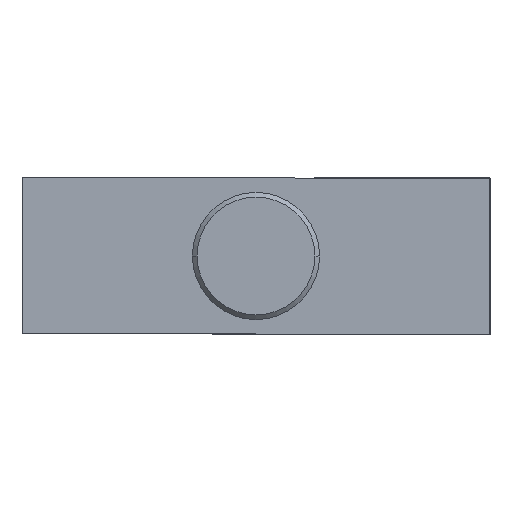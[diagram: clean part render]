
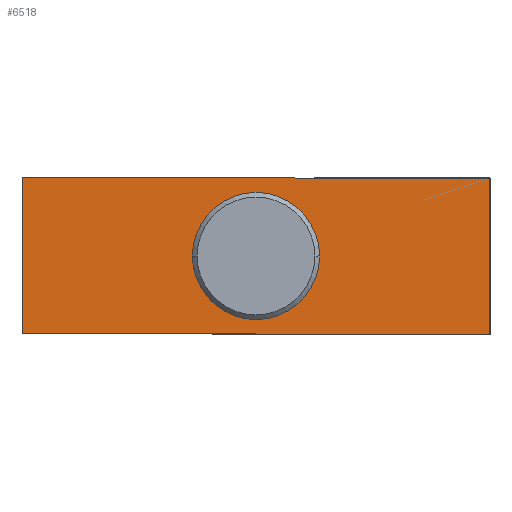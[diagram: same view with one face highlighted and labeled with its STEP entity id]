
A CAD part, front view. The second image highlights one B-rep face of the part: STEP entity #6518.
In plain terms, the highlighted planar face has unit normal (0, -1, 0).
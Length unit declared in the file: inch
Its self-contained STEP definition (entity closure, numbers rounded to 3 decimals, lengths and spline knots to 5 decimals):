
#6376=CARTESIAN_POINT('',(3.0,-0.3125,-1.));
#6377=VERTEX_POINT('',#6376);
#6378=CARTESIAN_POINT('',(-3.0,-0.3125,-1.));
#6379=VERTEX_POINT('',#6378);
#6380=CARTESIAN_POINT('',(3.0,-0.3125,-1.));
#6381=DIRECTION('',(-1.0,0.0,0.0));
#6382=VECTOR('',#6381,6.0);
#6383=LINE('',#6380,#6382);
#6384=EDGE_CURVE('',#6377,#6379,#6383,.T.);
#6416=CARTESIAN_POINT('',(-3.0,-0.3125,1.));
#6417=VERTEX_POINT('',#6416);
#6418=CARTESIAN_POINT('',(-3.0,-0.3125,-1.));
#6419=DIRECTION('',(0.0,0.0,1.0));
#6420=VECTOR('',#6419,2.0);
#6421=LINE('',#6418,#6420);
#6422=EDGE_CURVE('',#6379,#6417,#6421,.T.);
#6447=CARTESIAN_POINT('',(3.0,-0.3125,1.));
#6448=VERTEX_POINT('',#6447);
#6449=CARTESIAN_POINT('',(-3.0,-0.3125,1.));
#6450=DIRECTION('',(1.0,0.0,0.0));
#6451=VECTOR('',#6450,6.0);
#6452=LINE('',#6449,#6451);
#6453=EDGE_CURVE('',#6417,#6448,#6452,.T.);
#6478=CARTESIAN_POINT('',(3.0,-0.3125,1.));
#6479=DIRECTION('',(0.0,0.0,-1.0));
#6480=VECTOR('',#6479,2.0);
#6481=LINE('',#6478,#6480);
#6482=EDGE_CURVE('',#6448,#6377,#6481,.T.);
#6507=CARTESIAN_POINT('',(0.0,-0.3125,0.));
#6508=DIRECTION('',(0.0,1.0,0.0));
#6509=DIRECTION('',(0.0,0.0,1.0));
#6510=AXIS2_PLACEMENT_3D('',#6507,#6508,#6509);
#6511=PLANE('',#6510);
#6512=ORIENTED_EDGE('',*,*,#6384,.F.);
#6513=ORIENTED_EDGE('',*,*,#6482,.F.);
#6514=ORIENTED_EDGE('',*,*,#6453,.F.);
#6515=ORIENTED_EDGE('',*,*,#6422,.F.);
#6516=EDGE_LOOP('',(#6512,#6513,#6514,#6515));
#6517=FACE_OUTER_BOUND('',#6516,.T.);
#6518=ADVANCED_FACE('',(#6517),#6511,.F.);
